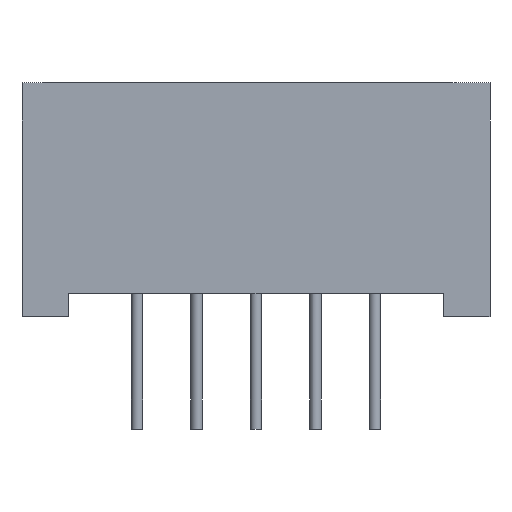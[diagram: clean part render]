
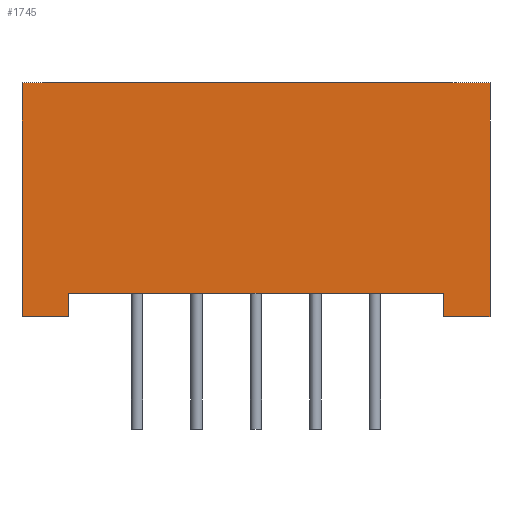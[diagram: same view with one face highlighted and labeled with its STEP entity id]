
A CAD part, front view. The second image highlights one B-rep face of the part: STEP entity #1745.
In plain terms, the highlighted planar face has unit normal (0, -1, 0).
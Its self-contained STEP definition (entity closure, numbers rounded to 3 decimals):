
#162=FACE_OUTER_BOUND('',#269,.T.);
#269=EDGE_LOOP('',(#1418,#1419,#1420,#1421,#1422,#1423,#1424,#1425));
#451=LINE('',#2716,#660);
#456=LINE('',#2726,#665);
#495=LINE('',#2806,#704);
#499=LINE('',#2812,#708);
#500=LINE('',#2814,#709);
#501=LINE('',#2816,#710);
#502=LINE('',#2818,#711);
#503=LINE('',#2819,#712);
#660=VECTOR('',#2203,10.);
#665=VECTOR('',#2210,10.);
#704=VECTOR('',#2275,10.);
#708=VECTOR('',#2281,10.);
#709=VECTOR('',#2282,10.);
#710=VECTOR('',#2283,10.);
#711=VECTOR('',#2284,10.);
#712=VECTOR('',#2285,10.);
#826=VERTEX_POINT('',#2713);
#827=VERTEX_POINT('',#2715);
#829=VERTEX_POINT('',#2720);
#831=VERTEX_POINT('',#2724);
#860=VERTEX_POINT('',#2811);
#861=VERTEX_POINT('',#2813);
#862=VERTEX_POINT('',#2815);
#863=VERTEX_POINT('',#2817);
#1025=EDGE_CURVE('',#827,#826,#451,.T.);
#1030=EDGE_CURVE('',#829,#831,#456,.T.);
#1069=EDGE_CURVE('',#831,#827,#495,.T.);
#1073=EDGE_CURVE('',#860,#826,#499,.T.);
#1074=EDGE_CURVE('',#860,#861,#500,.T.);
#1075=EDGE_CURVE('',#862,#861,#501,.T.);
#1076=EDGE_CURVE('',#863,#862,#502,.T.);
#1077=EDGE_CURVE('',#829,#863,#503,.T.);
#1418=ORIENTED_EDGE('',*,*,#1030,.T.);
#1419=ORIENTED_EDGE('',*,*,#1069,.T.);
#1420=ORIENTED_EDGE('',*,*,#1025,.T.);
#1421=ORIENTED_EDGE('',*,*,#1073,.F.);
#1422=ORIENTED_EDGE('',*,*,#1074,.T.);
#1423=ORIENTED_EDGE('',*,*,#1075,.F.);
#1424=ORIENTED_EDGE('',*,*,#1076,.F.);
#1425=ORIENTED_EDGE('',*,*,#1077,.F.);
#1648=PLANE('',#1890);
#1745=ADVANCED_FACE('',(#162),#1648,.T.);
#1890=AXIS2_PLACEMENT_3D('',#2810,#2279,#2280);
#2203=DIRECTION('',(0.,0.,-1.));
#2210=DIRECTION('',(0.,0.,1.));
#2275=DIRECTION('',(1.,0.,0.));
#2279=DIRECTION('center_axis',(0.,-1.,0.));
#2280=DIRECTION('ref_axis',(1.,0.,0.));
#2281=DIRECTION('',(-1.,0.,0.));
#2282=DIRECTION('',(0.,0.,1.));
#2283=DIRECTION('',(1.,0.,0.));
#2284=DIRECTION('',(0.,0.,1.));
#2285=DIRECTION('',(-1.,0.,0.));
#2713=CARTESIAN_POINT('',(8.,-13.85,0.));
#2715=CARTESIAN_POINT('',(8.,-13.85,1.));
#2716=CARTESIAN_POINT('',(8.,-13.85,0.));
#2720=CARTESIAN_POINT('',(-8.,-13.85,0.));
#2724=CARTESIAN_POINT('',(-8.,-13.85,1.));
#2726=CARTESIAN_POINT('',(-8.,-13.85,0.));
#2806=CARTESIAN_POINT('',(-5.,-13.85,1.));
#2810=CARTESIAN_POINT('Origin',(-10.,-13.85,0.));
#2811=CARTESIAN_POINT('',(10.,-13.85,0.));
#2812=CARTESIAN_POINT('',(10.,-13.85,0.));
#2813=CARTESIAN_POINT('',(10.,-13.85,10.));
#2814=CARTESIAN_POINT('',(10.,-13.85,0.));
#2815=CARTESIAN_POINT('',(-10.,-13.85,10.));
#2816=CARTESIAN_POINT('',(10.,-13.85,10.));
#2817=CARTESIAN_POINT('',(-10.,-13.85,0.));
#2818=CARTESIAN_POINT('',(-10.,-13.85,0.));
#2819=CARTESIAN_POINT('',(10.,-13.85,0.));
